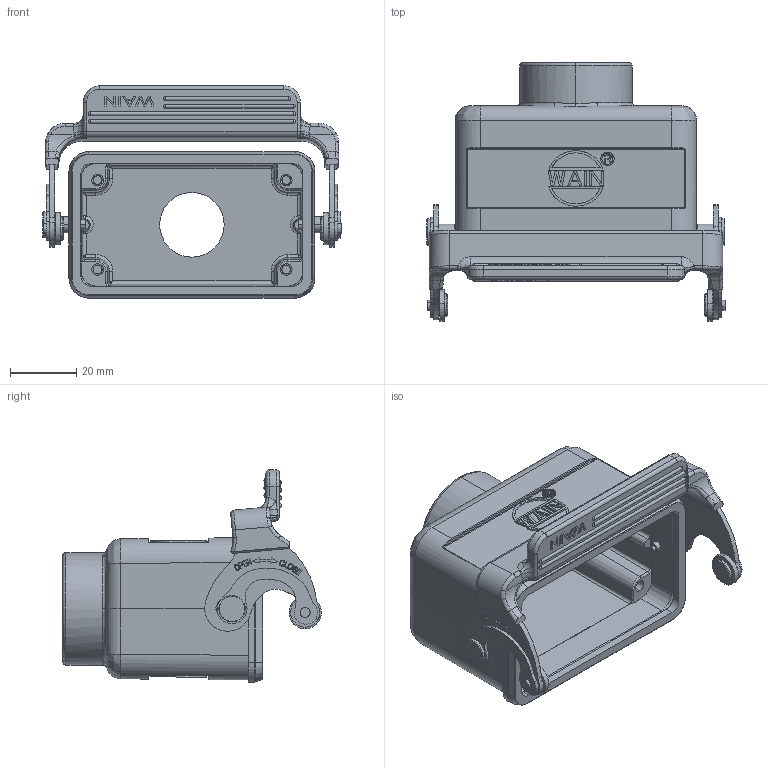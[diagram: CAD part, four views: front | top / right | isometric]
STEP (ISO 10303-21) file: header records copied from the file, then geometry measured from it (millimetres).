
FILE_DESCRIPTION((''),'2;1');
FILE_NAME('3D_1110107211002_H10B-CCT-1L_SC','2020-09-28T',('f.li'),(''),'PRO/ENGINEER BY PARAMETRIC TECHNOLOGY CORPORATION, 2012480','PRO/ENGINEER BY PARAMETRIC TECHNOLOGY CORPORATION, 2012480','');
FILE_SCHEMA(('CONFIG_CONTROL_DESIGN'));
Products named in the file (1): 3D_1110107211002_H10B-CCT-1L_SC
Bounding box: 90.05 x 78.16 x 64.13 mm (x, y, z)
Volume: 60548.9 mm3; surface area: 37937.1 mm2
Topology: 2 solids, 16 shells, 1391 faces, 3720 edges, 2437 vertices
Faces by surface type: plane 636, extrusion 308, cylinder 245, bspline 76, cone 52, torus 52, sphere 18, revolution 4
Entity records: 50691 total; most frequent: CARTESIAN_POINT 17291, ORIENTED_EDGE 7404, DIRECTION 5883, EDGE_CURVE 3702, VERTEX_POINT 2437, VECTOR 2321, LINE 2013, AXIS2_PLACEMENT_3D 1779
